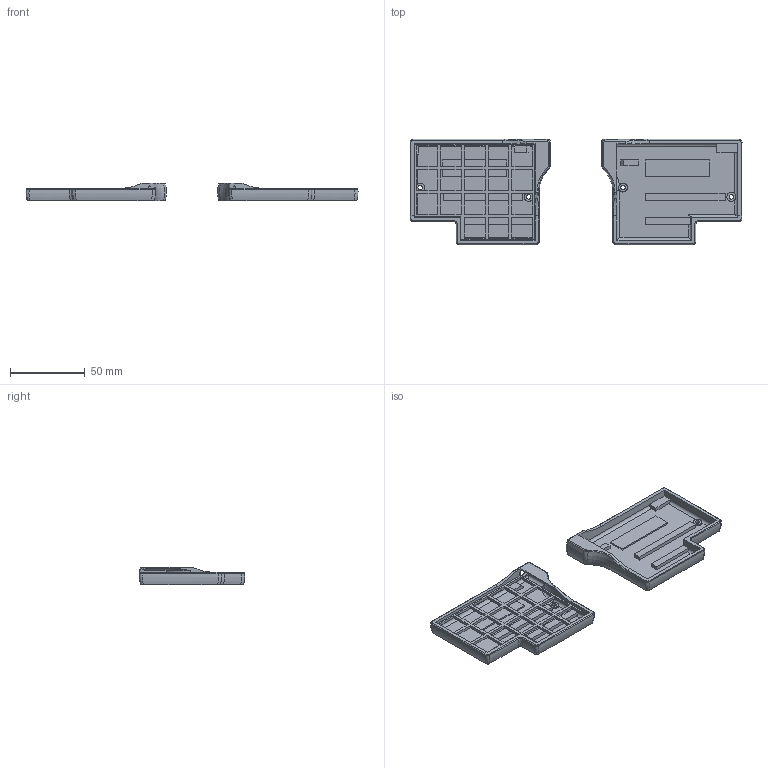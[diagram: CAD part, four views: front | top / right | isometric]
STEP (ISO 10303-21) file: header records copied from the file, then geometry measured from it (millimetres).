
FILE_DESCRIPTION(/* description */ (''),/* implementation_level */ '2;1');
FILE_NAME(/* name */ 'Kunai 16 choc case 2 v12.step',/* time_stamp */ '2020-01-05T05:42:38+01:00',/* author */ (''),/* organization */ (''),/* preprocessor_version */ 'ST-DEVELOPER v18',/* originating_system */ 'Autodesk Translation Framework v8.12.0.6',/* authorisation */ '');
FILE_SCHEMA (('AUTOMOTIVE_DESIGN { 1 0 10303 214 3 1 1 }'));
Length unit declared in the file: millimetre
Products named in the file (1): Kunai 16 choc case 2
Bounding box: 222.73 x 70.74 x 11.7 mm (x, y, z)
Volume: 30937 mm3; surface area: 38978.8 mm2
Topology: 3 solids, 3 shells, 336 faces, 941 edges, 608 vertices
Faces by surface type: plane 205, bspline 72, cylinder 47, cone 8, torus 4
Full cylindrical faces by diameter (mm): 3 x4, 6 x4, 6.5 x2
Entity records: 12596 total; most frequent: CARTESIAN_POINT 4301, ORIENTED_EDGE 1886, DIRECTION 1413, EDGE_CURVE 943, LINE 651, VECTOR 651, VERTEX_POINT 610, EDGE_LOOP 381
